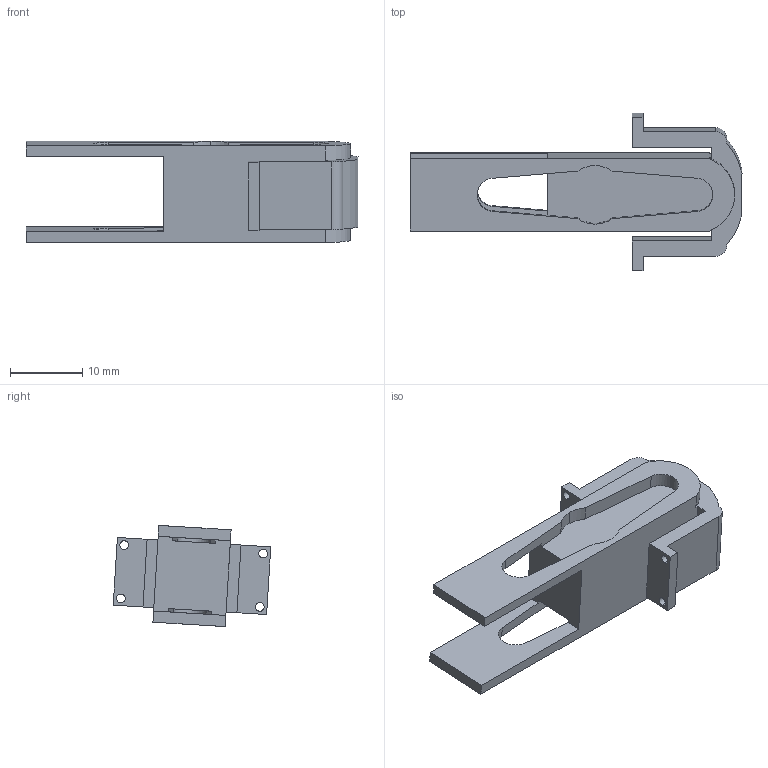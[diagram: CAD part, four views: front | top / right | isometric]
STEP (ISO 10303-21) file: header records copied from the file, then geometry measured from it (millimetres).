
FILE_DESCRIPTION (( 'STEP AP214' ), '1' );
FILE_NAME ('OrtaBacakServoTutucu0XYZ.STEP', '2020-11-25T13:36:09', ( '' ), ( '' ), 'SwSTEP 2.0', 'SolidWorks 2018', '' );
FILE_SCHEMA (( 'AUTOMOTIVE_DESIGN' ));
Length unit declared in the file: millimetre
Products named in the file (1): OrtaBacakServoTutucu0XYZ
Bounding box: 45.86 x 21.76 x 13.98 mm (x, y, z)
Volume: 4041.5 mm3; surface area: 3177 mm2
Topology: 1 solids, 1 shells, 58 faces, 174 edges, 116 vertices
Faces by surface type: plane 34, cylinder 24
Entity records: 2024 total; most frequent: CARTESIAN_POINT 349, ORIENTED_EDGE 348, DIRECTION 340, EDGE_CURVE 174, LINE 126, VECTOR 126, VERTEX_POINT 116, AXIS2_PLACEMENT_3D 107
